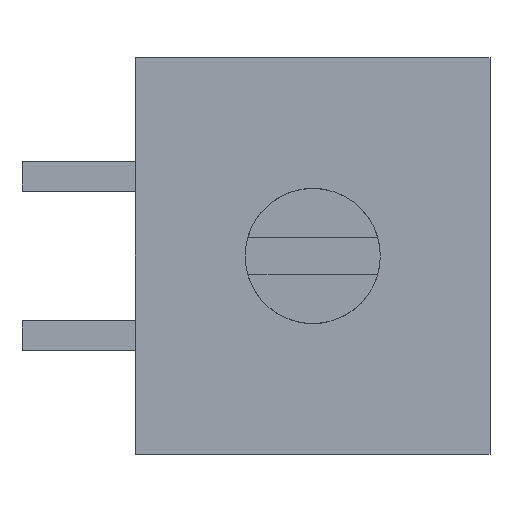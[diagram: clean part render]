
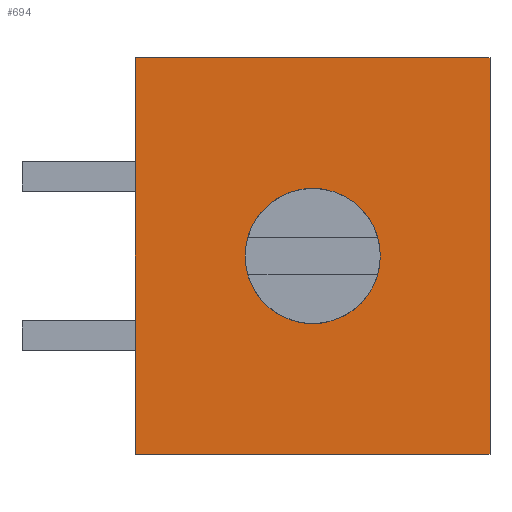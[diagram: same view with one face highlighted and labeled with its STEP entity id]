
A CAD part, front view. The second image highlights one B-rep face of the part: STEP entity #694.
In plain terms, the highlighted planar face has unit normal (0, -1, 0).
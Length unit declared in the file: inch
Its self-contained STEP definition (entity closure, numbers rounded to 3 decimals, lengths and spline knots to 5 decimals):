
#45=FACE_BOUND('',#147,.T.);
#66=CIRCLE('',#760,0.25);
#67=CIRCLE('',#761,0.25);
#97=FACE_OUTER_BOUND('',#146,.T.);
#146=EDGE_LOOP('',(#610,#611,#612,#613));
#147=EDGE_LOOP('',(#614,#615));
#187=LINE('',#1143,#253);
#203=LINE('',#1190,#269);
#205=LINE('',#1196,#271);
#210=LINE('',#1206,#276);
#253=VECTOR('',#870,0.3937);
#269=VECTOR('',#920,0.3937);
#271=VECTOR('',#926,0.3937);
#276=VECTOR('',#933,0.3937);
#326=VERTEX_POINT('',#1140);
#327=VERTEX_POINT('',#1142);
#339=VERTEX_POINT('',#1182);
#340=VERTEX_POINT('',#1184);
#341=VERTEX_POINT('',#1188);
#343=VERTEX_POINT('',#1194);
#406=EDGE_CURVE('',#327,#326,#187,.T.);
#427=EDGE_CURVE('',#340,#339,#66,.T.);
#428=EDGE_CURVE('',#339,#340,#67,.T.);
#430=EDGE_CURVE('',#326,#341,#203,.T.);
#433=EDGE_CURVE('',#341,#343,#205,.T.);
#438=EDGE_CURVE('',#343,#327,#210,.T.);
#610=ORIENTED_EDGE('',*,*,#438,.T.);
#611=ORIENTED_EDGE('',*,*,#406,.T.);
#612=ORIENTED_EDGE('',*,*,#430,.T.);
#613=ORIENTED_EDGE('',*,*,#433,.T.);
#614=ORIENTED_EDGE('',*,*,#427,.T.);
#615=ORIENTED_EDGE('',*,*,#428,.T.);
#660=PLANE('',#766);
#694=ADVANCED_FACE('',(#97,#45),#660,.F.);
#760=AXIS2_PLACEMENT_3D('',#1185,#913,#914);
#761=AXIS2_PLACEMENT_3D('',#1186,#915,#916);
#766=AXIS2_PLACEMENT_3D('',#1207,#934,#935);
#870=DIRECTION('',(0.,0.,1.));
#913=DIRECTION('center_axis',(0.,1.,0.));
#914=DIRECTION('ref_axis',(0.,0.,-1.));
#915=DIRECTION('center_axis',(0.,1.,0.));
#916=DIRECTION('ref_axis',(0.,0.,-1.));
#920=DIRECTION('',(-1.,0.,0.));
#926=DIRECTION('',(0.,0.,-1.));
#933=DIRECTION('',(1.,0.,0.));
#934=DIRECTION('center_axis',(0.,1.,0.));
#935=DIRECTION('ref_axis',(1.,0.,0.));
#1140=CARTESIAN_POINT('',(0.656,0.,0.734));
#1142=CARTESIAN_POINT('',(0.656,0.,-0.734));
#1143=CARTESIAN_POINT('',(0.656,0.,-0.734));
#1182=CARTESIAN_POINT('',(0.,0.,0.25));
#1184=CARTESIAN_POINT('',(0.,0.,-0.25));
#1185=CARTESIAN_POINT('Origin',(0.,0.,0.));
#1186=CARTESIAN_POINT('Origin',(0.,0.,0.));
#1188=CARTESIAN_POINT('',(-0.656,0.,0.734));
#1190=CARTESIAN_POINT('',(0.656,0.,0.734));
#1194=CARTESIAN_POINT('',(-0.656,0.,-0.734));
#1196=CARTESIAN_POINT('',(-0.656,0.,0.734));
#1206=CARTESIAN_POINT('',(-0.656,0.,-0.734));
#1207=CARTESIAN_POINT('Origin',(0.,0.,0.));
